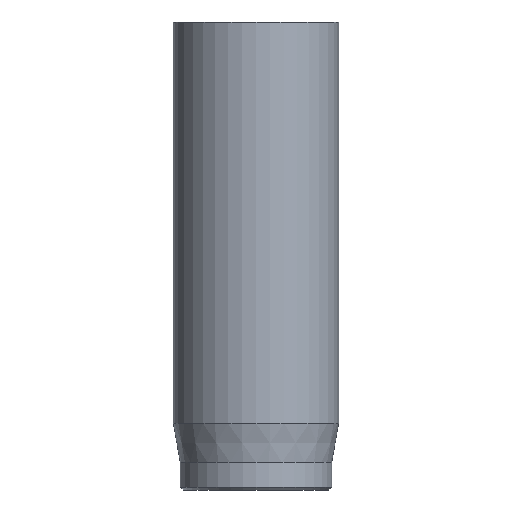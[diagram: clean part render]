
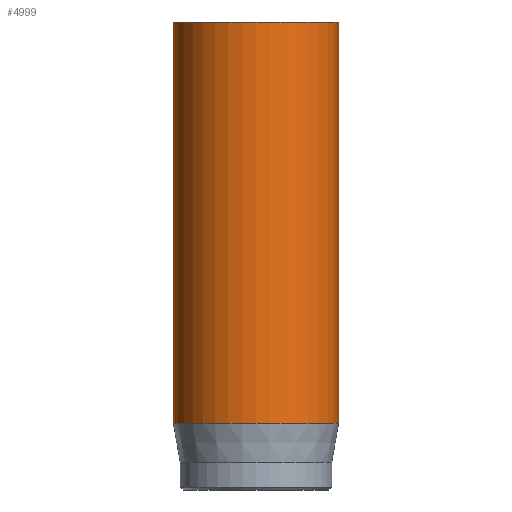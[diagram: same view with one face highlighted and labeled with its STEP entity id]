
A CAD part, front view. The second image highlights one B-rep face of the part: STEP entity #4999.
In plain terms, the highlighted cylindrical face has radius 3 mm (diameter 6 mm), a full revolution.
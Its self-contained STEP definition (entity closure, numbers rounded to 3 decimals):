
#41=CYLINDRICAL_SURFACE('',#5221,3.);
#59=CIRCLE('',#5188,3.);
#75=CIRCLE('',#5219,3.);
#76=CIRCLE('',#5220,3.);
#420=FACE_OUTER_BOUND('',#716,.T.);
#716=EDGE_LOOP('',(#4273,#4274,#4275,#4276,#4277));
#1070=LINE('',#9004,#1437);
#1437=VECTOR('',#5750,3.);
#2233=VERTEX_POINT('',#8943);
#2249=VERTEX_POINT('',#8998);
#2250=VERTEX_POINT('',#8999);
#2919=EDGE_CURVE('',#2233,#2233,#59,.T.);
#2943=EDGE_CURVE('',#2249,#2250,#75,.T.);
#2944=EDGE_CURVE('',#2250,#2249,#76,.T.);
#2946=EDGE_CURVE('',#2233,#2249,#1070,.T.);
#4273=ORIENTED_EDGE('',*,*,#2919,.T.);
#4274=ORIENTED_EDGE('',*,*,#2946,.T.);
#4275=ORIENTED_EDGE('',*,*,#2943,.T.);
#4276=ORIENTED_EDGE('',*,*,#2944,.T.);
#4277=ORIENTED_EDGE('',*,*,#2946,.F.);
#4999=ADVANCED_FACE('',(#420),#41,.T.);
#5188=AXIS2_PLACEMENT_3D('',#8944,#5673,#5674);
#5219=AXIS2_PLACEMENT_3D('',#9000,#5743,#5744);
#5220=AXIS2_PLACEMENT_3D('',#9001,#5745,#5746);
#5221=AXIS2_PLACEMENT_3D('',#9003,#5748,#5749);
#5673=DIRECTION('center_axis',(0.,0.,-1.));
#5674=DIRECTION('ref_axis',(-1.,0.,0.));
#5743=DIRECTION('center_axis',(0.,0.,1.));
#5744=DIRECTION('ref_axis',(-1.,0.,0.));
#5745=DIRECTION('center_axis',(0.,0.,1.));
#5746=DIRECTION('ref_axis',(-1.,0.,0.));
#5748=DIRECTION('center_axis',(0.,0.,1.));
#5749=DIRECTION('ref_axis',(-1.,0.,0.));
#5750=DIRECTION('',(0.,0.,-1.));
#8943=CARTESIAN_POINT('',(3.,0.,17.));
#8944=CARTESIAN_POINT('Origin',(0.,0.,17.));
#8998=CARTESIAN_POINT('',(3.,0.,2.418));
#8999=CARTESIAN_POINT('',(-3.,0.,2.418));
#9000=CARTESIAN_POINT('Origin',(0.,0.,2.418));
#9001=CARTESIAN_POINT('Origin',(0.,0.,2.418));
#9003=CARTESIAN_POINT('Origin',(0.,0.,0.));
#9004=CARTESIAN_POINT('',(3.,0.,0.));
